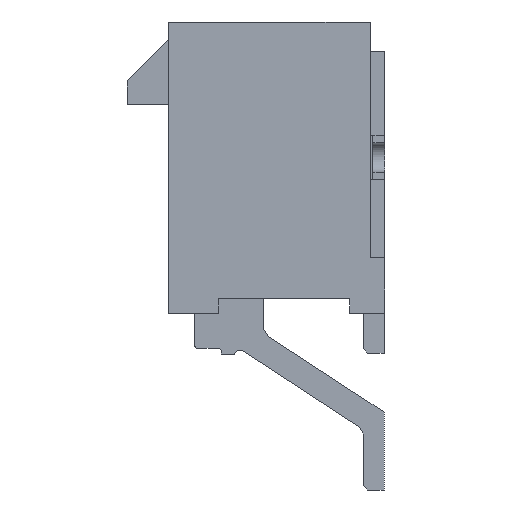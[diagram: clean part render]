
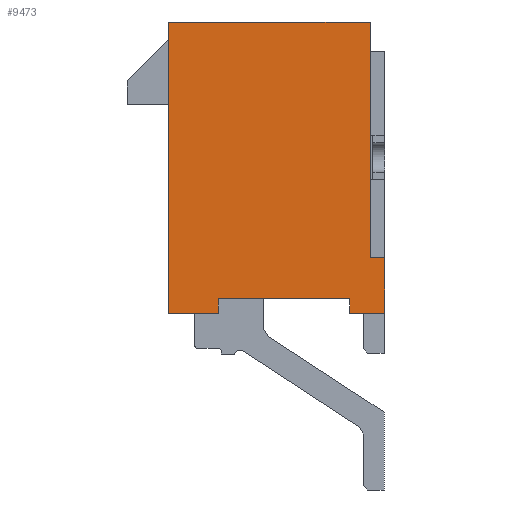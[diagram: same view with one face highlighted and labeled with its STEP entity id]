
A CAD part, front view. The second image highlights one B-rep face of the part: STEP entity #9473.
In plain terms, the highlighted planar face has unit normal (0, -1, 0).
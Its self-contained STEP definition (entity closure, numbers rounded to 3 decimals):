
#1496=ORIENTED_EDGE('',*,*,#3878,.F.);
#1497=ORIENTED_EDGE('',*,*,#3899,.T.);
#1498=ORIENTED_EDGE('',*,*,#3727,.T.);
#1499=ORIENTED_EDGE('',*,*,#3900,.T.);
#1500=ORIENTED_EDGE('',*,*,#3883,.F.);
#1501=ORIENTED_EDGE('',*,*,#3901,.T.);
#1502=ORIENTED_EDGE('',*,*,#3902,.T.);
#1503=ORIENTED_EDGE('',*,*,#3041,.F.);
#1504=ORIENTED_EDGE('',*,*,#3186,.F.);
#1505=ORIENTED_EDGE('',*,*,#3903,.F.);
#3041=EDGE_CURVE('',#4416,#4417,#5330,.T.);
#3186=EDGE_CURVE('',#4548,#4416,#5475,.T.);
#3727=EDGE_CURVE('',#4971,#4970,#5936,.T.);
#3878=EDGE_CURVE('',#5035,#5036,#6087,.T.);
#3883=EDGE_CURVE('',#5039,#5040,#6092,.T.);
#3899=EDGE_CURVE('',#5035,#4971,#6108,.T.);
#3900=EDGE_CURVE('',#4970,#5040,#6109,.T.);
#3901=EDGE_CURVE('',#5039,#5051,#6110,.T.);
#3902=EDGE_CURVE('',#5051,#4417,#6111,.T.);
#3903=EDGE_CURVE('',#5036,#4548,#6112,.T.);
#4416=VERTEX_POINT('',#12905);
#4417=VERTEX_POINT('',#12907);
#4548=VERTEX_POINT('',#13189);
#4970=VERTEX_POINT('',#14256);
#4971=VERTEX_POINT('',#14258);
#5035=VERTEX_POINT('',#14532);
#5036=VERTEX_POINT('',#14534);
#5039=VERTEX_POINT('',#14542);
#5040=VERTEX_POINT('',#14544);
#5051=VERTEX_POINT('',#14576);
#5330=LINE('',#12906,#6605);
#5475=LINE('',#13190,#6750);
#5936=LINE('',#14257,#7211);
#6087=LINE('',#14533,#7362);
#6092=LINE('',#14543,#7367);
#6108=LINE('',#14573,#7383);
#6109=LINE('',#14574,#7384);
#6110=LINE('',#14575,#7385);
#6111=LINE('',#14577,#7386);
#6112=LINE('',#14578,#7387);
#6605=VECTOR('',#10432,1000.);
#6750=VECTOR('',#10591,1000.);
#7211=VECTOR('',#11420,1000.);
#7362=VECTOR('',#11691,1000.);
#7367=VECTOR('',#11698,1000.);
#7383=VECTOR('',#11720,1000.);
#7384=VECTOR('',#11721,1000.);
#7385=VECTOR('',#11722,1000.);
#7386=VECTOR('',#11723,1000.);
#7387=VECTOR('',#11724,1000.);
#8059=EDGE_LOOP('',(#1496,#1497,#1498,#1499,#1500,#1501,#1502,#1503,#1504,
#1505));
#8570=FACE_BOUND('',#8059,.T.);
#9017=PLANE('',#10068);
#9473=ADVANCED_FACE('',(#8570),#9017,.F.);
#10068=AXIS2_PLACEMENT_3D('',#14572,#11718,#11719);
#10432=DIRECTION('',(0.,0.,-1.));
#10591=DIRECTION('',(1.,0.,0.));
#11420=DIRECTION('',(1.,0.,0.));
#11691=DIRECTION('',(-1.,0.,0.));
#11698=DIRECTION('',(-1.,0.,0.));
#11718=DIRECTION('',(0.,1.,0.));
#11719=DIRECTION('',(0.,0.,1.));
#11720=DIRECTION('',(0.,0.,1.));
#11721=DIRECTION('',(0.,0.,-1.));
#11722=DIRECTION('',(0.,0.,1.));
#11723=DIRECTION('',(-1.,0.,0.));
#11724=DIRECTION('',(0.,0.,1.));
#12905=CARTESIAN_POINT('',(3.43,-16.85,4.95));
#12906=CARTESIAN_POINT('',(3.43,-16.85,4.95));
#12907=CARTESIAN_POINT('',(3.43,-16.85,-3.05));
#13189=CARTESIAN_POINT('',(-3.43,-16.85,4.95));
#13190=CARTESIAN_POINT('',(-3.43,-16.85,4.95));
#14256=CARTESIAN_POINT('',(2.73,-16.85,-4.45));
#14257=CARTESIAN_POINT('',(-2.73,-16.85,-4.45));
#14258=CARTESIAN_POINT('',(-1.73,-16.85,-4.45));
#14532=CARTESIAN_POINT('',(-1.73,-16.85,-4.95));
#14533=CARTESIAN_POINT('',(3.43,-16.85,-4.95));
#14534=CARTESIAN_POINT('',(-3.43,-16.85,-4.95));
#14542=CARTESIAN_POINT('',(3.93,-16.85,-4.95));
#14543=CARTESIAN_POINT('',(3.43,-16.85,-4.95));
#14544=CARTESIAN_POINT('',(2.73,-16.85,-4.95));
#14572=CARTESIAN_POINT('',(0.,-16.85,0.));
#14573=CARTESIAN_POINT('',(-1.73,-16.85,-4.95));
#14574=CARTESIAN_POINT('',(2.73,-16.85,-4.45));
#14575=CARTESIAN_POINT('',(3.93,-16.85,-4.95));
#14576=CARTESIAN_POINT('',(3.93,-16.85,-3.05));
#14577=CARTESIAN_POINT('',(3.93,-16.85,-3.05));
#14578=CARTESIAN_POINT('',(-3.43,-16.85,-4.95));
